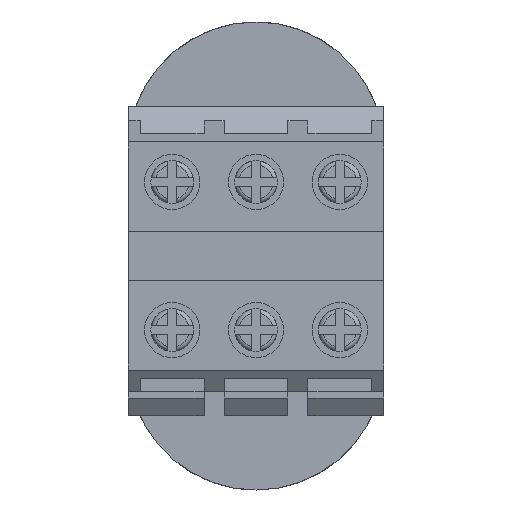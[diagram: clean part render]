
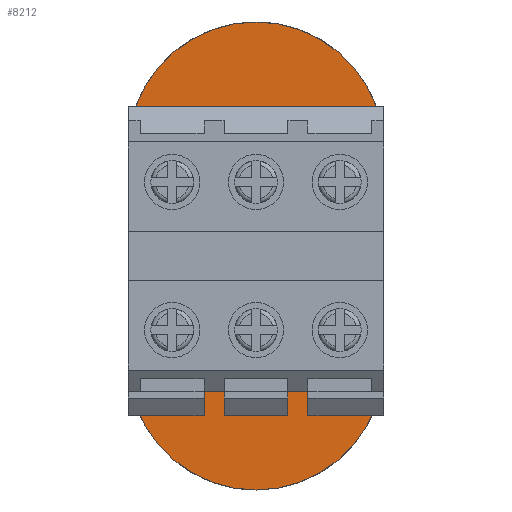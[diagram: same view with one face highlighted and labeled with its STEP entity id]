
A CAD part, front view. The second image highlights one B-rep face of the part: STEP entity #8212.
In plain terms, the highlighted planar face has unit normal (0, -1, 0).
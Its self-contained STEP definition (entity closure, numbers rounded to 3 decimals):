
#29 = EDGE_LOOP ( 'NONE', ( #6560, #9087, #1780, #6921, #8892 ) ) ;
#257 = CARTESIAN_POINT ( 'NONE',  ( 0., 55.5, -27.5 ) ) ;
#445 = EDGE_CURVE ( 'NONE', #8435, #3231, #10125, .T. ) ;
#498 = EDGE_CURVE ( 'NONE', #5303, #5656, #1636, .T. ) ;
#735 = DIRECTION ( 'NONE',  ( 0., 0., 1. ) ) ;
#1636 = CIRCLE ( 'NONE', #7045, 15. ) ;
#1659 = FACE_OUTER_BOUND ( 'NONE', #29, .T. ) ;
#1780 = ORIENTED_EDGE ( 'NONE', *, *, #498, .F. ) ;
#1869 = CARTESIAN_POINT ( 'NONE',  ( 0., 55.5, -12.5 ) ) ;
#1901 = FACE_BOUND ( 'NONE', #8741, .T. ) ;
#2027 = VERTEX_POINT ( 'NONE', #10546 ) ;
#2133 = CIRCLE ( 'NONE', #9967, 15. ) ;
#2138 = DIRECTION ( 'NONE',  ( 0., 1., 0. ) ) ;
#2164 = CARTESIAN_POINT ( 'NONE',  ( -15., 55.5, 12.5 ) ) ;
#2223 = CARTESIAN_POINT ( 'NONE',  ( 0., 55.5, -12.5 ) ) ;
#2728 = CARTESIAN_POINT ( 'NONE',  ( 15., 55.5, 12.5 ) ) ;
#2808 = VECTOR ( 'NONE', #8876, 1000. ) ;
#2895 = CARTESIAN_POINT ( 'NONE',  ( 0., 55.5, 12.5 ) ) ;
#3133 = EDGE_CURVE ( 'NONE', #2027, #7108, #5117, .T. ) ;
#3231 = VERTEX_POINT ( 'NONE', #3423 ) ;
#3287 = AXIS2_PLACEMENT_3D ( 'NONE', #2223, #8718, #10312 ) ;
#3355 = DIRECTION ( 'NONE',  ( 0., 0., -1. ) ) ;
#3423 = CARTESIAN_POINT ( 'NONE',  ( 15., 55.5, -12.5 ) ) ;
#4097 = DIRECTION ( 'NONE',  ( 0., 1., 0. ) ) ;
#5117 = CIRCLE ( 'NONE', #9036, 14.75 ) ;
#5303 = VERTEX_POINT ( 'NONE', #257 ) ;
#5594 = CARTESIAN_POINT ( 'NONE',  ( -15., 55.5, -12.5 ) ) ;
#5634 = PLANE ( 'NONE',  #6998 ) ;
#5656 = VERTEX_POINT ( 'NONE', #5594 ) ;
#5663 = DIRECTION ( 'NONE',  ( 0., 1., 0. ) ) ;
#6218 = DIRECTION ( 'NONE',  ( 0., 0., 1. ) ) ;
#6316 = AXIS2_PLACEMENT_3D ( 'NONE', #8804, #2138, #10462 ) ;
#6560 = ORIENTED_EDGE ( 'NONE', *, *, #9581, .F. ) ;
#6616 = VECTOR ( 'NONE', #3355, 1000. ) ;
#6921 = ORIENTED_EDGE ( 'NONE', *, *, #10236, .F. ) ;
#6998 = AXIS2_PLACEMENT_3D ( 'NONE', #7369, #4097, #8159 ) ;
#7045 = AXIS2_PLACEMENT_3D ( 'NONE', #1869, #8488, #9292 ) ;
#7052 = LINE ( 'NONE', #8153, #2808 ) ;
#7108 = VERTEX_POINT ( 'NONE', #8031 ) ;
#7369 = CARTESIAN_POINT ( 'NONE',  ( 0., 55.5, 12.5 ) ) ;
#7590 = EDGE_CURVE ( 'NONE', #7108, #2027, #7832, .T. ) ;
#7702 = ORIENTED_EDGE ( 'NONE', *, *, #3133, .T. ) ;
#7717 = EDGE_CURVE ( 'NONE', #5656, #9104, #7052, .T. ) ;
#7832 = CIRCLE ( 'NONE', #6316, 14.75 ) ;
#7898 = DIRECTION ( 'NONE',  ( 0., 1., 0. ) ) ;
#8031 = CARTESIAN_POINT ( 'NONE',  ( 0., 55.5, 14.75 ) ) ;
#8109 = CARTESIAN_POINT ( 'NONE',  ( 0., 55.5, 0. ) ) ;
#8153 = CARTESIAN_POINT ( 'NONE',  ( -15., 55.5, 12.5 ) ) ;
#8159 = DIRECTION ( 'NONE',  ( 0., 0., 1. ) ) ;
#8212 = ADVANCED_FACE ( 'NONE', ( #1901, #1659 ), #5634, .F. ) ;
#8435 = VERTEX_POINT ( 'NONE', #2728 ) ;
#8488 = DIRECTION ( 'NONE',  ( 0., 1., 0. ) ) ;
#8718 = DIRECTION ( 'NONE',  ( 0., 1., 0. ) ) ;
#8741 = EDGE_LOOP ( 'NONE', ( #7702, #9741 ) ) ;
#8804 = CARTESIAN_POINT ( 'NONE',  ( 0., 55.5, 0. ) ) ;
#8876 = DIRECTION ( 'NONE',  ( 0., 0., 1. ) ) ;
#8892 = ORIENTED_EDGE ( 'NONE', *, *, #445, .F. ) ;
#9036 = AXIS2_PLACEMENT_3D ( 'NONE', #8109, #5663, #735 ) ;
#9087 = ORIENTED_EDGE ( 'NONE', *, *, #7717, .F. ) ;
#9104 = VERTEX_POINT ( 'NONE', #2164 ) ;
#9292 = DIRECTION ( 'NONE',  ( 0., 0., 1. ) ) ;
#9581 = EDGE_CURVE ( 'NONE', #9104, #8435, #2133, .T. ) ;
#9741 = ORIENTED_EDGE ( 'NONE', *, *, #7590, .T. ) ;
#9967 = AXIS2_PLACEMENT_3D ( 'NONE', #2895, #7898, #6218 ) ;
#10125 = LINE ( 'NONE', #10619, #6616 ) ;
#10236 = EDGE_CURVE ( 'NONE', #3231, #5303, #10489, .T. ) ;
#10312 = DIRECTION ( 'NONE',  ( 0., 0., 1. ) ) ;
#10462 = DIRECTION ( 'NONE',  ( 0., 0., 1. ) ) ;
#10489 = CIRCLE ( 'NONE', #3287, 15. ) ;
#10546 = CARTESIAN_POINT ( 'NONE',  ( 0., 55.5, -14.75 ) ) ;
#10619 = CARTESIAN_POINT ( 'NONE',  ( 15., 55.5, 12.5 ) ) ;
